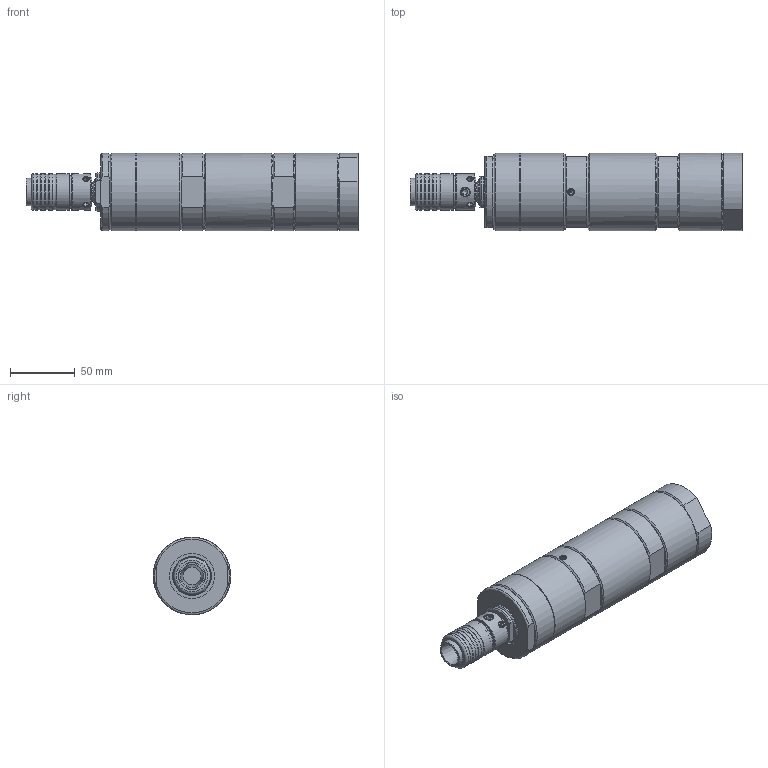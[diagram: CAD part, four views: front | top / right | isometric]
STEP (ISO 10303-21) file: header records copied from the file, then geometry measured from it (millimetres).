
FILE_DESCRIPTION(/* description */ (''),/* implementation_level */ '2;1');
FILE_NAME(/* name */ 'EBM 120-18600 WS_60038705.stp',/* time_stamp */ '2015-01-28T13:30:41+01:00',/* author */ ('ekoch'),/* organization */ (''),/* preprocessor_version */ 'ST-DEVELOPER v15.2',/* originating_system */ 'Autodesk Inventor 2014',/* authorisation */ '');
FILE_SCHEMA (('AUTOMOTIVE_DESIGN { 1 0 10303 214 3 1 1 }'));
Length unit declared in the file: millimetre
Products named in the file (1): EBM 120-18600 WS_60038705
Bounding box: 257 x 60 x 60 mm (x, y, z)
Volume: 576206.1 mm3; surface area: 60758.5 mm2
Topology: 1 solids, 13 shells, 337 faces, 773 edges, 495 vertices
Faces by surface type: plane 163, cylinder 93, cone 58, bspline 12, torus 9, sphere 2
Full cylindrical faces by diameter (mm): 1.55 x2, 3.5 x4, 3.6 x1, 4 x1, 4.134 x4, 5 x1, 5.25 x2, 5.5 x1, 5.6 x2, 6.647 x4, 13.8 x1, 14 x2, 14.95 x1, 18.631 x1, 18.8 x1, 18.917 x1, 21 x1, 23 x1, 23.2 x1, 24.8 x1, 24.9 x1, 26.652 x1, 27.3 x1, 28.4 x4, 28.6 x1, 29.95 x1, 35 x1, 40 x1, 53.376 x2, 55.01 x1
Entity records: 11290 total; most frequent: CARTESIAN_POINT 4132, DIRECTION 1394, ORIENTED_EDGE 1246, EDGE_CURVE 623, AXIS2_PLACEMENT_3D 549, EDGE_LOOP 492, VERTEX_POINT 449, ADVANCED_FACE 337
